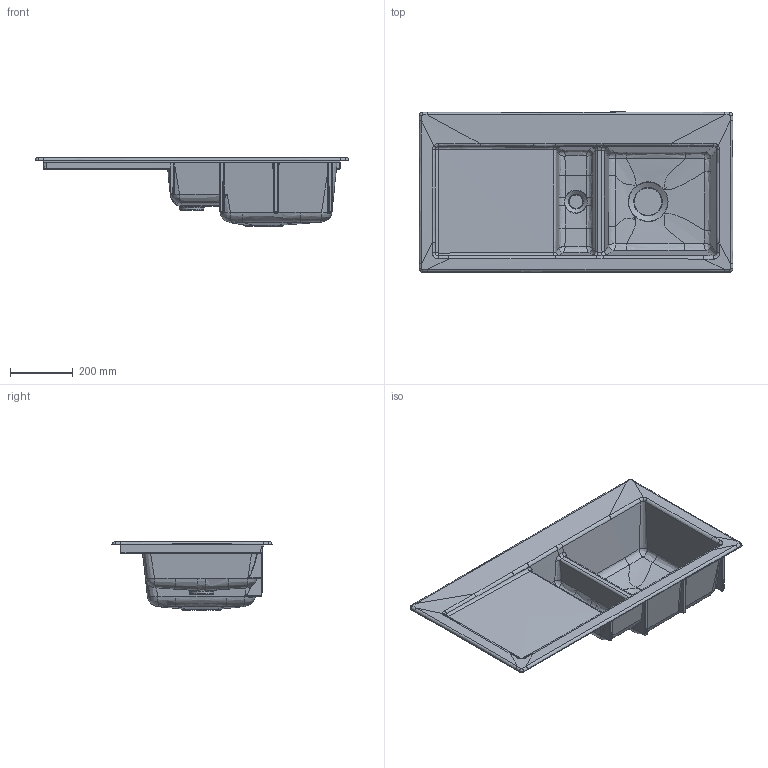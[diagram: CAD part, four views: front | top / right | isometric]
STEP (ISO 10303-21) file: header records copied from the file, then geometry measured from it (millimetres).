
FILE_DESCRIPTION(/* description */ (''),/* implementation_level */ '2;1');
FILE_NAME(/* name */ 'Spuele_6712_Subway_Einbauspuele_60.stp',/* time_stamp */ '2019-02-21T08:30:53+01:00',/* author */ (''),/* organization */ (''),/* preprocessor_version */ 'ST-DEVELOPER v16',/* originating_system */ 'SIEMENS PLM Software NX 10.0',/* authorisation */ '');
FILE_SCHEMA (('AUTOMOTIVE_DESIGN { 1 0 10303 214 3 1 1 1 }'));
Length unit declared in the file: millimetre
Products named in the file (1): Sier1A8802D29hwy
Bounding box: 999.9 x 510.4 x 219.88 mm (x, y, z)
Volume: 12080801.9 mm3; surface area: 1685357.1 mm2
Topology: 1 solids, 1 shells, 400 faces, 1004 edges, 588 vertices
Faces by surface type: bspline 326, plane 36, cylinder 13, cone 10, sphere 8, torus 6, extrusion 1
Entity records: 28662 total; most frequent: CARTESIAN_POINT 22379, ORIENTED_EDGE 1942, EDGE_CURVE 971, B_SPLINE_CURVE_WITH_KNOTS 761, VERTEX_POINT 584, EDGE_LOOP 411, ADVANCED_FACE 400, FACE_OUTER_BOUND 389
